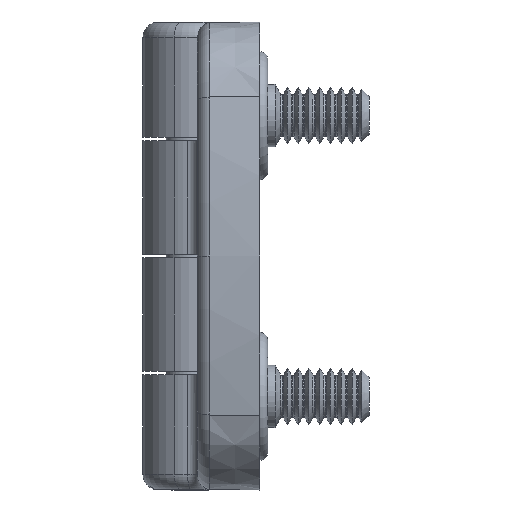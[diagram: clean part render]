
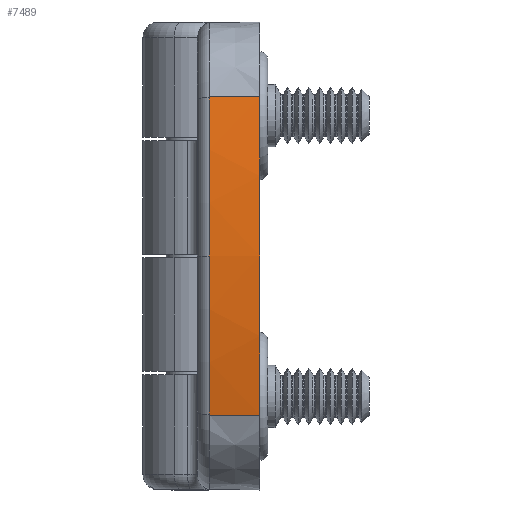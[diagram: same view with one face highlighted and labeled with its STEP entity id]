
A CAD part, left-side view. The second image highlights one B-rep face of the part: STEP entity #7489.
In plain terms, the highlighted conical face has half-angle 0.5 degrees and reference radius 51 mm.
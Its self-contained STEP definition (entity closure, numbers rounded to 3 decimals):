
#6586 = VERTEX_POINT ( 'NONE', #17064 ) ;
#6654 = VERTEX_POINT ( 'NONE', #17197 ) ;
#6668 = EDGE_CURVE ( 'NONE', #6586, #6654, #17227, .T. ) ;
#7478 = ORIENTED_EDGE ( 'NONE', *, *, #6668, .T. ) ;
#7479 = EDGE_CURVE ( 'NONE', #7490, #6586, #18632, .T. ) ;
#7480 = ORIENTED_EDGE ( 'NONE', *, *, #7479, .T. ) ;
#7483 = ORIENTED_EDGE ( 'NONE', *, *, #7799, .T. ) ;
#7484 = ORIENTED_EDGE ( 'NONE', *, *, #7487, .T. ) ;
#7487 = EDGE_CURVE ( 'NONE', #7801, #7490, #18676, .T. ) ;
#7488 = ORIENTED_EDGE ( 'NONE', *, *, #7492, .F. ) ;
#7489 = ADVANCED_FACE ( 'NONE', ( #18671 ), #18670, .T. ) ;
#7490 = VERTEX_POINT ( 'NONE', #18669 ) ;
#7491 = EDGE_LOOP ( 'NONE', ( #7488, #7483, #7484, #7480, #7478 ) ) ;
#7492 = EDGE_CURVE ( 'NONE', #7800, #6654, #18664, .T. ) ;
#7799 = EDGE_CURVE ( 'NONE', #7800, #7801, #19230, .T. ) ;
#7800 = VERTEX_POINT ( 'NONE', #19226 ) ;
#7801 = VERTEX_POINT ( 'NONE', #19225 ) ;
#17064 = CARTESIAN_POINT ( 'NONE',  ( 13.97, -4.5, 10.2 ) ) ;
#17197 = CARTESIAN_POINT ( 'NONE',  ( 13.97, -4.5, -10.2 ) ) ;
#17223 = DIRECTION ( 'NONE',  ( -1., 0., 0. ) ) ;
#17224 = DIRECTION ( 'NONE',  ( 0., 1., 0. ) ) ;
#17225 = CARTESIAN_POINT ( 'NONE',  ( -36., -4.5, 0. ) ) ;
#17226 = AXIS2_PLACEMENT_3D ( 'NONE', #17225, #17224, #17223 ) ;
#17227 = CIRCLE ( 'NONE', #17226, 51. ) ;
#18630 = VECTOR ( 'NONE', #18682, 1000. ) ;
#18631 = CARTESIAN_POINT ( 'NONE',  ( 13.97, -4.5, 10.2 ) ) ;
#18632 = LINE ( 'NONE', #18631, #18630 ) ;
#18661 = DIRECTION ( 'NONE',  ( 0.009, -1., -0.002 ) ) ;
#18662 = VECTOR ( 'NONE', #18661, 1000. ) ;
#18663 = CARTESIAN_POINT ( 'NONE',  ( 13.97, -4.5, -10.2 ) ) ;
#18664 = LINE ( 'NONE', #18663, #18662 ) ;
#18665 = DIRECTION ( 'NONE',  ( -1., 0., 0. ) ) ;
#18666 = DIRECTION ( 'NONE',  ( 0., -1., 0. ) ) ;
#18667 = CARTESIAN_POINT ( 'NONE',  ( -36., -4.5, 0. ) ) ;
#18668 = AXIS2_PLACEMENT_3D ( 'NONE', #18667, #18666, #18665 ) ;
#18669 = CARTESIAN_POINT ( 'NONE',  ( 13.942, -1.264, 10.194 ) ) ;
#18670 = CONICAL_SURFACE ( 'NONE', #18668, 51., 0.009 ) ;
#18671 = FACE_OUTER_BOUND ( 'NONE', #7491, .T. ) ;
#18672 = DIRECTION ( 'NONE',  ( 1., 0., 0. ) ) ;
#18673 = DIRECTION ( 'NONE',  ( 0., -1., 0. ) ) ;
#18674 = CARTESIAN_POINT ( 'NONE',  ( -36., -1.264, 0. ) ) ;
#18675 = AXIS2_PLACEMENT_3D ( 'NONE', #18674, #18673, #18672 ) ;
#18676 = CIRCLE ( 'NONE', #18675, 50.972 ) ;
#18682 = DIRECTION ( 'NONE',  ( 0.009, -1., 0.002 ) ) ;
#19190 = CARTESIAN_POINT ( 'NONE',  ( -36., -1.264, 0. ) ) ;
#19225 = CARTESIAN_POINT ( 'NONE',  ( 14.972, -1.264, 0. ) ) ;
#19226 = CARTESIAN_POINT ( 'NONE',  ( 13.942, -1.264, -10.194 ) ) ;
#19227 = DIRECTION ( 'NONE',  ( 1., 0., 0. ) ) ;
#19228 = DIRECTION ( 'NONE',  ( 0., -1., 0. ) ) ;
#19229 = AXIS2_PLACEMENT_3D ( 'NONE', #19190, #19228, #19227 ) ;
#19230 = CIRCLE ( 'NONE', #19229, 50.972 ) ;
